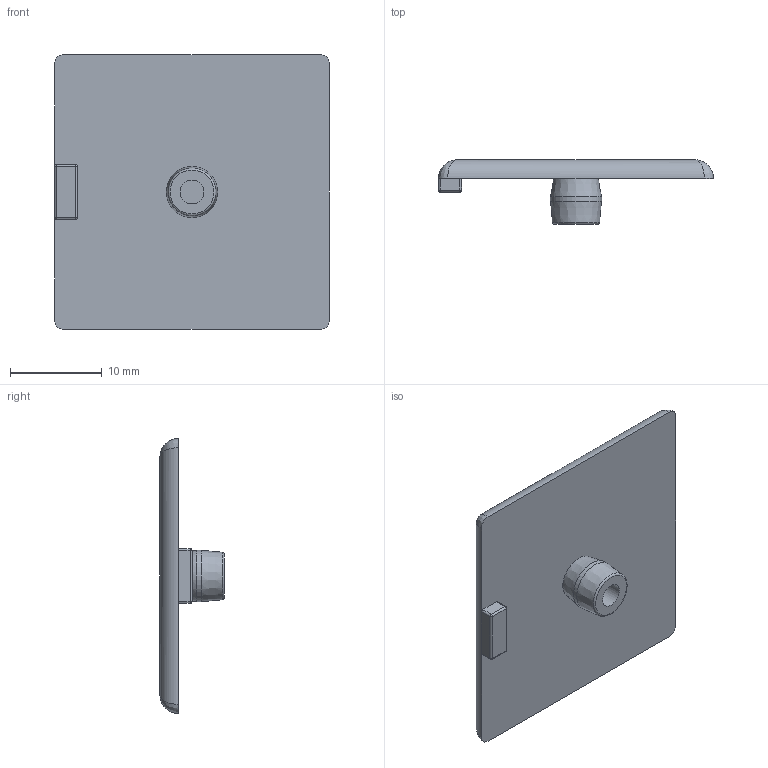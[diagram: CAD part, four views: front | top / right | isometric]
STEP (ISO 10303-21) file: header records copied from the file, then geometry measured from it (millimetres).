
FILE_DESCRIPTION((''),'2;1');
FILE_NAME('223030.ipt.stp','2010-09-05T12:19:12',(''),(''),'Autodesk Inventor 2010','Autodesk Inventor 2010','');
FILE_SCHEMA(('AUTOMOTIVE_DESIGN { 1 0 10303 214 1 1 1 1 }'));
Length unit declared in the file: millimetre
Products named in the file (1): 223030
Bounding box: 30 x 7 x 30 mm (x, y, z)
Volume: 1807.1 mm3; surface area: 2081.1 mm2
Topology: 1 solids, 1 shells, 34 faces, 77 edges, 39 vertices
Faces by surface type: cylinder 14, plane 9, sphere 4, bspline 4, cone 2, torus 1
Full cylindrical faces by diameter (mm): 2.6 x1, 5.6 x1
Entity records: 985 total; most frequent: CARTESIAN_POINT 254, DIRECTION 161, ORIENTED_EDGE 128, AXIS2_PLACEMENT_3D 66, EDGE_CURVE 64, EDGE_LOOP 41, VERTEX_POINT 39, FACE_OUTER_BOUND 34
